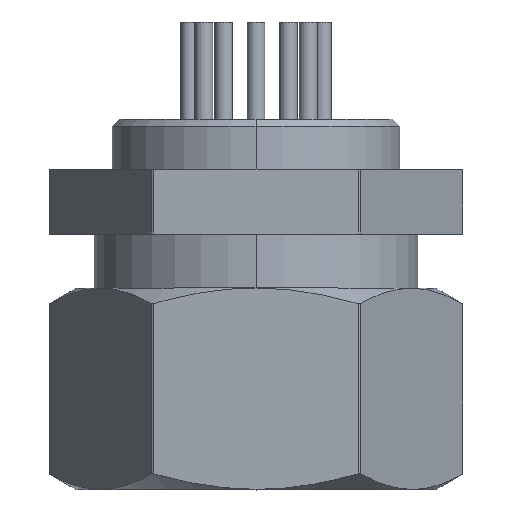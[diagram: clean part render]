
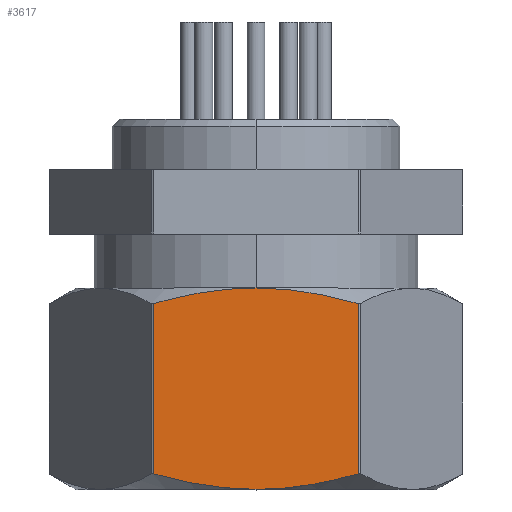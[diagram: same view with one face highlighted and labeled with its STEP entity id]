
A CAD part, top view. The second image highlights one B-rep face of the part: STEP entity #3617.
In plain terms, the highlighted planar face has unit normal (0, 0, 1).
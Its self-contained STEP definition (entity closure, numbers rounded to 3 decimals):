
#3534=CARTESIAN_POINT('',(2.887,0.0,5.));
#3535=DIRECTION('',(0.0,0.0,1.0));
#3536=DIRECTION('',(1.0,0.0,0.0));
#3537=AXIS2_PLACEMENT_3D('',#3534,#3535,#3536);
#3538=PLANE('',#3537);
#3539=CARTESIAN_POINT('',(2.839,-6.667,5.));
#3540=VERTEX_POINT('',#3539);
#3541=CARTESIAN_POINT('',(0.0,-7.1,5.0));
#3542=VERTEX_POINT('',#3541);
#3543=CARTESIAN_POINT('',(2.839,-6.667,5.));
#3544=CARTESIAN_POINT('',(1.321,-7.1,5.));
#3545=CARTESIAN_POINT('',(0.0,-7.1,5.0));
#3553=(BOUNDED_CURVE()B_SPLINE_CURVE(2,(#3543,#3544,#3545),.UNSPECIFIED.,.F.,.U.)B_SPLINE_CURVE_WITH_KNOTS((3,3),(0.0,0.288),.UNSPECIFIED.)CURVE()GEOMETRIC_REPRESENTATION_ITEM()RATIONAL_B_SPLINE_CURVE((1.0,1.037,1.0))REPRESENTATION_ITEM(''));
#3554=EDGE_CURVE('',#3540,#3542,#3553,.T.);
#3555=ORIENTED_EDGE('',*,*,#3554,.F.);
#3556=CARTESIAN_POINT('',(2.839,-1.933,5.));
#3557=VERTEX_POINT('',#3556);
#3558=CARTESIAN_POINT('',(2.839,-1.933,5.));
#3559=DIRECTION('',(0.0,-1.0,0.0));
#3560=VECTOR('',#3559,4.734);
#3561=LINE('',#3558,#3560);
#3562=EDGE_CURVE('',#3557,#3540,#3561,.T.);
#3563=ORIENTED_EDGE('',*,*,#3562,.F.);
#3564=CARTESIAN_POINT('',(0.0,-1.5,5.0));
#3565=VERTEX_POINT('',#3564);
#3566=CARTESIAN_POINT('',(0.0,-1.5,5.0));
#3567=CARTESIAN_POINT('',(1.321,-1.5,5.));
#3568=CARTESIAN_POINT('',(2.839,-1.933,5.));
#3576=(BOUNDED_CURVE()B_SPLINE_CURVE(2,(#3566,#3567,#3568),.UNSPECIFIED.,.F.,.U.)B_SPLINE_CURVE_WITH_KNOTS((3,3),(0.288,0.576),.UNSPECIFIED.)CURVE()GEOMETRIC_REPRESENTATION_ITEM()RATIONAL_B_SPLINE_CURVE((1.0,1.037,1.0))REPRESENTATION_ITEM(''));
#3577=EDGE_CURVE('',#3565,#3557,#3576,.T.);
#3578=ORIENTED_EDGE('',*,*,#3577,.F.);
#3579=CARTESIAN_POINT('',(-2.839,-1.933,5.));
#3580=VERTEX_POINT('',#3579);
#3581=CARTESIAN_POINT('',(-2.839,-1.933,5.));
#3582=CARTESIAN_POINT('',(-1.321,-1.5,5.));
#3583=CARTESIAN_POINT('',(0.0,-1.5,5.0));
#3591=(BOUNDED_CURVE()B_SPLINE_CURVE(2,(#3581,#3582,#3583),.UNSPECIFIED.,.F.,.U.)B_SPLINE_CURVE_WITH_KNOTS((3,3),(0.0,0.288),.UNSPECIFIED.)CURVE()GEOMETRIC_REPRESENTATION_ITEM()RATIONAL_B_SPLINE_CURVE((1.0,1.037,1.0))REPRESENTATION_ITEM(''));
#3592=EDGE_CURVE('',#3580,#3565,#3591,.T.);
#3593=ORIENTED_EDGE('',*,*,#3592,.F.);
#3594=CARTESIAN_POINT('',(-2.839,-6.667,5.));
#3595=VERTEX_POINT('',#3594);
#3596=CARTESIAN_POINT('',(-2.839,-6.667,5.));
#3597=DIRECTION('',(0.0,1.0,0.0));
#3598=VECTOR('',#3597,4.734);
#3599=LINE('',#3596,#3598);
#3600=EDGE_CURVE('',#3595,#3580,#3599,.T.);
#3601=ORIENTED_EDGE('',*,*,#3600,.F.);
#3602=CARTESIAN_POINT('',(0.0,-7.1,5.0));
#3603=CARTESIAN_POINT('',(-1.321,-7.1,5.));
#3604=CARTESIAN_POINT('',(-2.839,-6.667,5.));
#3612=(BOUNDED_CURVE()B_SPLINE_CURVE(2,(#3602,#3603,#3604),.UNSPECIFIED.,.F.,.U.)B_SPLINE_CURVE_WITH_KNOTS((3,3),(0.288,0.576),.UNSPECIFIED.)CURVE()GEOMETRIC_REPRESENTATION_ITEM()RATIONAL_B_SPLINE_CURVE((1.0,1.037,1.0))REPRESENTATION_ITEM(''));
#3613=EDGE_CURVE('',#3542,#3595,#3612,.T.);
#3614=ORIENTED_EDGE('',*,*,#3613,.F.);
#3615=EDGE_LOOP('',(#3555,#3563,#3578,#3593,#3601,#3614));
#3616=FACE_OUTER_BOUND('',#3615,.T.);
#3617=ADVANCED_FACE('',(#3616),#3538,.T.);
